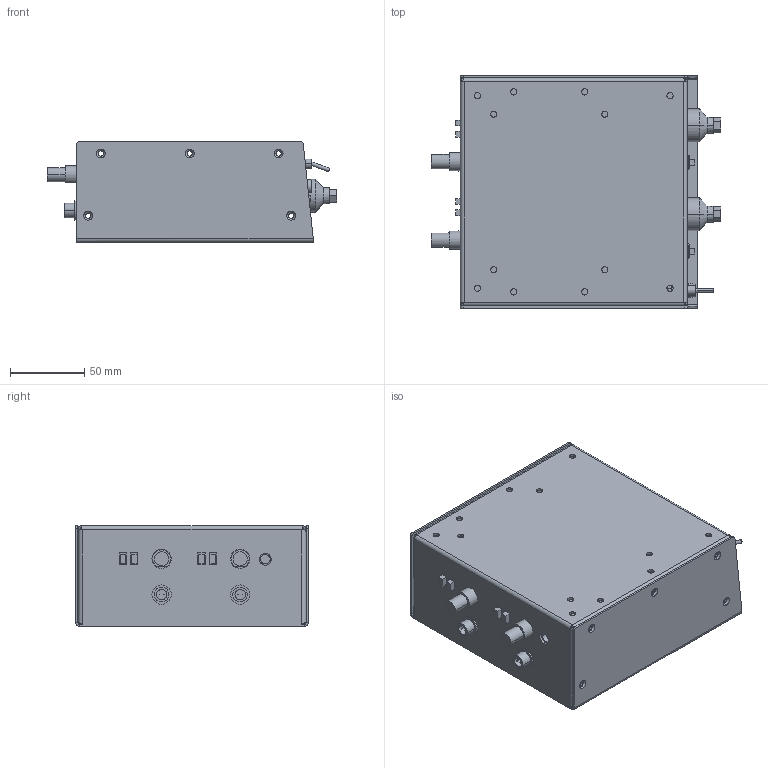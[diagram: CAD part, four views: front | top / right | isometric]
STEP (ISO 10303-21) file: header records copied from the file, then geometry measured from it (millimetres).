
FILE_DESCRIPTION((''),'2;1');
FILE_NAME('SWITCH','2017-11-22T',('zkm'),(''),'PRO/ENGINEER BY PARAMETRIC TECHNOLOGY CORPORATION, 2004110','PRO/ENGINEER BY PARAMETRIC TECHNOLOGY CORPORATION, 2004110','');
FILE_SCHEMA(('CONFIG_CONTROL_DESIGN'));
Length unit declared in the file: millimetre
Products named in the file (1): SWITCH
Bounding box: 195.1 x 157 x 68 mm (x, y, z)
Volume: 192910.3 mm3; surface area: 216231.6 mm2
Topology: 3 solids, 3 shells, 548 faces, 1304 edges, 827 vertices
Faces by surface type: plane 315, cylinder 189, cone 30, bspline 14
Entity records: 16491 total; most frequent: CARTESIAN_POINT 3371, DIRECTION 2749, ORIENTED_EDGE 2608, EDGE_CURVE 1304, AXIS2_PLACEMENT_3D 941, VECTOR 867, LINE 867, VERTEX_POINT 827
